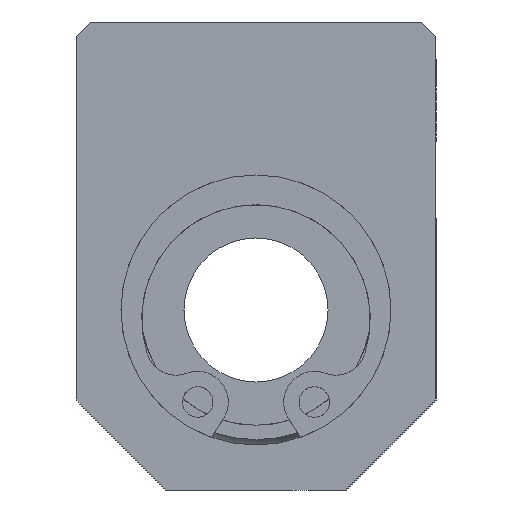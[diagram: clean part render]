
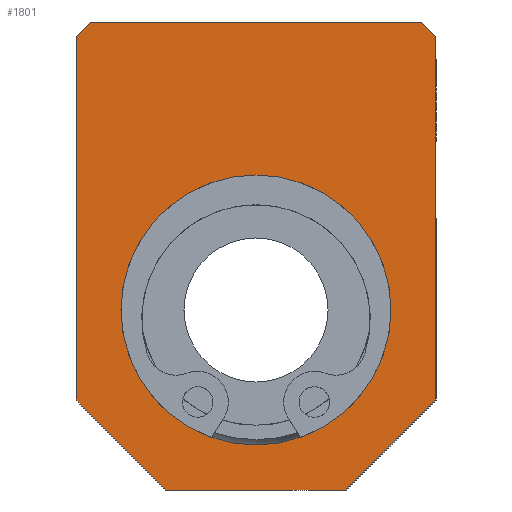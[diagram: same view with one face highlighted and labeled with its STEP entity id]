
A CAD part, left-side view. The second image highlights one B-rep face of the part: STEP entity #1801.
In plain terms, the highlighted planar face has unit normal (-1, 0, 0).
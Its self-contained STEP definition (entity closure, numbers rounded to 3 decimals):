
#1703=CARTESIAN_POINT('',(0.0,-9.2,16.0));
#1704=VERTEX_POINT('',#1703);
#1711=CARTESIAN_POINT('',(0.0,-10.,15.2));
#1712=VERTEX_POINT('',#1711);
#1713=CARTESIAN_POINT('',(0.0,-9.2,16.0));
#1714=DIRECTION('',(0.0,-0.707,-0.707));
#1715=VECTOR('',#1714,1.131);
#1716=LINE('',#1713,#1715);
#1717=EDGE_CURVE('',#1704,#1712,#1716,.T.);
#1728=CARTESIAN_POINT('',(0.0,0.,3.));
#1729=DIRECTION('',(1.0,0.0,0.0));
#1730=DIRECTION('',(0.0,0.0,-1.0));
#1731=AXIS2_PLACEMENT_3D('',#1728,#1729,#1730);
#1732=PLANE('',#1731);
#1733=ORIENTED_EDGE('',*,*,#1717,.F.);
#1734=CARTESIAN_POINT('',(0.0,9.2,16.0));
#1735=VERTEX_POINT('',#1734);
#1736=CARTESIAN_POINT('',(0.0,-9.2,16.0));
#1737=DIRECTION('',(0.0,1.0,0.0));
#1738=VECTOR('',#1737,18.4);
#1739=LINE('',#1736,#1738);
#1740=EDGE_CURVE('',#1704,#1735,#1739,.T.);
#1741=ORIENTED_EDGE('',*,*,#1740,.T.);
#1742=CARTESIAN_POINT('',(0.0,10.,15.2));
#1743=VERTEX_POINT('',#1742);
#1744=CARTESIAN_POINT('',(0.0,10.,15.2));
#1745=DIRECTION('',(0.0,-0.707,0.707));
#1746=VECTOR('',#1745,1.131);
#1747=LINE('',#1744,#1746);
#1748=EDGE_CURVE('',#1743,#1735,#1747,.T.);
#1749=ORIENTED_EDGE('',*,*,#1748,.F.);
#1750=CARTESIAN_POINT('',(0.0,10.0,-5.));
#1751=VERTEX_POINT('',#1750);
#1752=CARTESIAN_POINT('',(0.0,10.,15.2));
#1753=DIRECTION('',(0.0,0.0,-1.0));
#1754=VECTOR('',#1753,20.2);
#1755=LINE('',#1752,#1754);
#1756=EDGE_CURVE('',#1743,#1751,#1755,.T.);
#1757=ORIENTED_EDGE('',*,*,#1756,.T.);
#1758=CARTESIAN_POINT('',(0.0,5.,-10.));
#1759=VERTEX_POINT('',#1758);
#1760=CARTESIAN_POINT('',(0.0,5.,-10.));
#1761=DIRECTION('',(0.0,0.707,0.707));
#1762=VECTOR('',#1761,7.071);
#1763=LINE('',#1760,#1762);
#1764=EDGE_CURVE('',#1759,#1751,#1763,.T.);
#1765=ORIENTED_EDGE('',*,*,#1764,.F.);
#1766=CARTESIAN_POINT('',(0.0,-5.,-10.));
#1767=VERTEX_POINT('',#1766);
#1768=CARTESIAN_POINT('',(0.0,5.,-10.));
#1769=DIRECTION('',(0.0,-1.0,0.0));
#1770=VECTOR('',#1769,10.);
#1771=LINE('',#1768,#1770);
#1772=EDGE_CURVE('',#1759,#1767,#1771,.T.);
#1773=ORIENTED_EDGE('',*,*,#1772,.T.);
#1774=CARTESIAN_POINT('',(0.0,-10.0,-5.));
#1775=VERTEX_POINT('',#1774);
#1776=CARTESIAN_POINT('',(0.0,-10.0,-5.));
#1777=DIRECTION('',(0.0,0.707,-0.707));
#1778=VECTOR('',#1777,7.071);
#1779=LINE('',#1776,#1778);
#1780=EDGE_CURVE('',#1775,#1767,#1779,.T.);
#1781=ORIENTED_EDGE('',*,*,#1780,.F.);
#1782=CARTESIAN_POINT('',(0.0,-10.0,-5.));
#1783=DIRECTION('',(0.0,0.0,1.0));
#1784=VECTOR('',#1783,20.2);
#1785=LINE('',#1782,#1784);
#1786=EDGE_CURVE('',#1775,#1712,#1785,.T.);
#1787=ORIENTED_EDGE('',*,*,#1786,.T.);
#1788=EDGE_LOOP('',(#1733,#1741,#1749,#1757,#1765,#1773,#1781,#1787));
#1789=FACE_OUTER_BOUND('',#1788,.T.);
#1790=CARTESIAN_POINT('',(0.0,7.5,0.));
#1791=VERTEX_POINT('',#1790);
#1792=CARTESIAN_POINT('',(0.0,0.0,0.0));
#1793=DIRECTION('',(1.0,0.0,0.0));
#1794=DIRECTION('',(0.0,-1.0,0.0));
#1795=AXIS2_PLACEMENT_3D('',#1792,#1793,#1794);
#1796=CIRCLE('',#1795,7.5);
#1797=EDGE_CURVE('',#1791,#1791,#1796,.T.);
#1798=ORIENTED_EDGE('',*,*,#1797,.T.);
#1799=EDGE_LOOP('',(#1798));
#1800=FACE_BOUND('',#1799,.T.);
#1801=ADVANCED_FACE('',(#1789,#1800),#1732,.F.);
